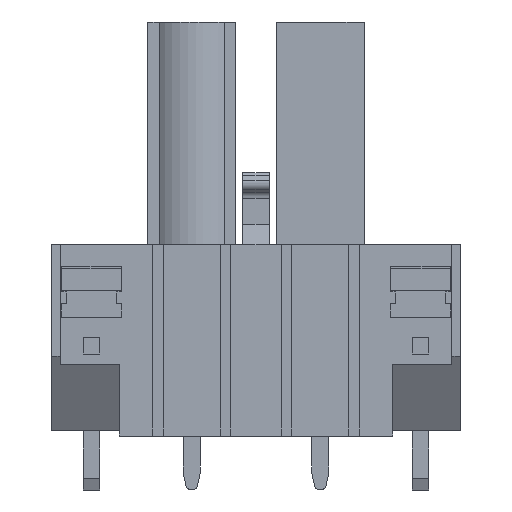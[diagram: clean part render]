
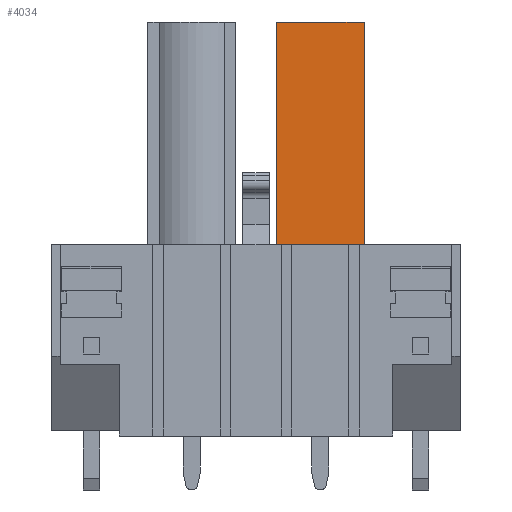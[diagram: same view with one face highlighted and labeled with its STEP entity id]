
A CAD part, front view. The second image highlights one B-rep face of the part: STEP entity #4034.
In plain terms, the highlighted planar face has unit normal (0, -1, 0).
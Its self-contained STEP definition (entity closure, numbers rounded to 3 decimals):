
#4014=AXIS2_PLACEMENT_3D('Plane Axis2P3D',#4011,#4012,#4013) ;
#1055=CARTESIAN_POINT('Vertex',(18.52,1.11,14.54)) ;
#1058=CARTESIAN_POINT('Line Origine',(15.92,1.11,14.54)) ;
#1062=CARTESIAN_POINT('Vertex',(13.32,1.11,14.54)) ;
#2538=CARTESIAN_POINT('Vertex',(18.52,1.11,27.74)) ;
#2541=CARTESIAN_POINT('Line Origine',(18.52,1.11,21.14)) ;
#4011=CARTESIAN_POINT('Axis2P3D Location',(18.52,1.11,27.74)) ;
#4016=CARTESIAN_POINT('Line Origine',(15.92,1.11,27.74)) ;
#4020=CARTESIAN_POINT('Vertex',(13.32,1.11,27.74)) ;
#4023=CARTESIAN_POINT('Line Origine',(13.32,1.11,21.14)) ;
#1059=DIRECTION('Vector Direction',(-1.,0.,0.)) ;
#2542=DIRECTION('Vector Direction',(0.,0.,-1.)) ;
#4012=DIRECTION('Axis2P3D Direction',(-0.,-1.,-0.)) ;
#4013=DIRECTION('Axis2P3D XDirection',(-1.,0.,0.)) ;
#4017=DIRECTION('Vector Direction',(-1.,0.,0.)) ;
#4024=DIRECTION('Vector Direction',(0.,0.,-1.)) ;
#1060=VECTOR('Line Direction',#1059,1.) ;
#2543=VECTOR('Line Direction',#2542,1.) ;
#4018=VECTOR('Line Direction',#4017,1.) ;
#4025=VECTOR('Line Direction',#4024,1.) ;
#4029=ORIENTED_EDGE('',*,*,#1064,.T.) ;
#4030=ORIENTED_EDGE('',*,*,#2545,.F.) ;
#4031=ORIENTED_EDGE('',*,*,#4022,.F.) ;
#4032=ORIENTED_EDGE('',*,*,#4027,.T.) ;
#4034=ADVANCED_FACE('PartBody',(#4033),#4015,.T.) ;
#1064=EDGE_CURVE('',#1063,#1056,#1061,.F.) ;
#2545=EDGE_CURVE('',#2539,#1056,#2544,.T.) ;
#4022=EDGE_CURVE('',#4021,#2539,#4019,.F.) ;
#4027=EDGE_CURVE('',#4021,#1063,#4026,.T.) ;
#4028=EDGE_LOOP('',(#4029,#4030,#4031,#4032)) ;
#4033=FACE_OUTER_BOUND('',#4028,.T.) ;
#1061=LINE('Line',#1058,#1060) ;
#2544=LINE('Line',#2541,#2543) ;
#4019=LINE('Line',#4016,#4018) ;
#4026=LINE('Line',#4023,#4025) ;
#4015=PLANE('',#4014) ;
#1056=VERTEX_POINT('',#1055) ;
#1063=VERTEX_POINT('',#1062) ;
#2539=VERTEX_POINT('',#2538) ;
#4021=VERTEX_POINT('',#4020) ;
